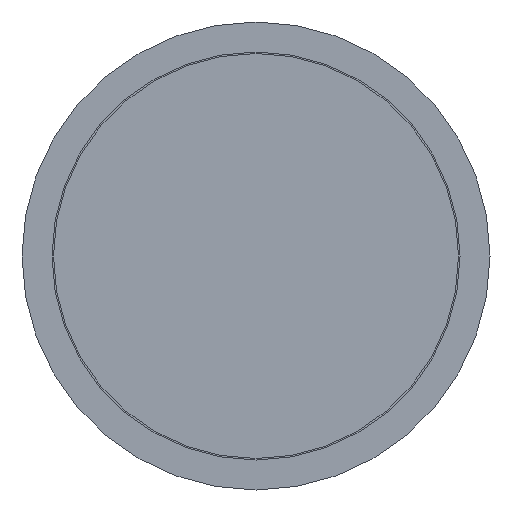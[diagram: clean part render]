
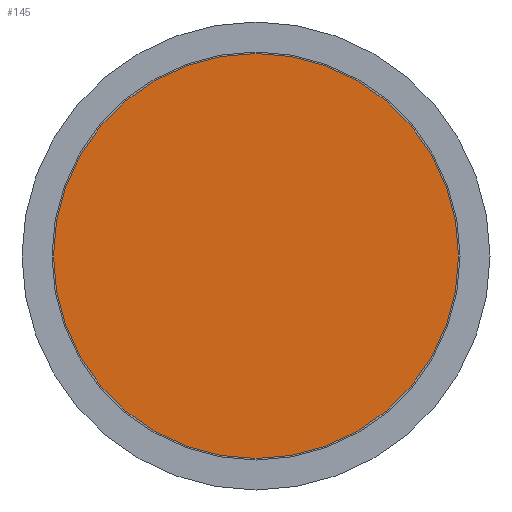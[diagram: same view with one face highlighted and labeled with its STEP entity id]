
A CAD part, front view. The second image highlights one B-rep face of the part: STEP entity #145.
In plain terms, the highlighted planar face has unit normal (0, -1, 0).
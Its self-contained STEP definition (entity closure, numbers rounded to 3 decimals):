
#6 = ORIENTED_EDGE ( 'NONE', *, *, #243, .T. ) ;
#47 = DIRECTION ( 'NONE',  ( 0., 1., 0. ) ) ;
#141 = AXIS2_PLACEMENT_3D ( 'NONE', #435, #47, #345 ) ;
#145 = ADVANCED_FACE ( 'NONE', ( #427 ), #259, .F. ) ;
#180 = DIRECTION ( 'NONE',  ( 0., 0., -1. ) ) ;
#221 = CARTESIAN_POINT ( 'NONE',  ( 0., 0., 0. ) ) ;
#243 = EDGE_CURVE ( 'NONE', #378, #378, #504, .T. ) ;
#259 = PLANE ( 'NONE',  #141 ) ;
#319 = EDGE_LOOP ( 'NONE', ( #6 ) ) ;
#340 = CARTESIAN_POINT ( 'NONE',  ( 0., 0., -33.75 ) ) ;
#345 = DIRECTION ( 'NONE',  ( 0., 0., 1. ) ) ;
#378 = VERTEX_POINT ( 'NONE', #340 ) ;
#390 = DIRECTION ( 'NONE',  ( 0., -1., 0. ) ) ;
#427 = FACE_OUTER_BOUND ( 'NONE', #319, .T. ) ;
#435 = CARTESIAN_POINT ( 'NONE',  ( -33.75, 0., 0. ) ) ;
#494 = AXIS2_PLACEMENT_3D ( 'NONE', #221, #390, #180 ) ;
#504 = CIRCLE ( 'NONE', #494, 33.75 ) ;
